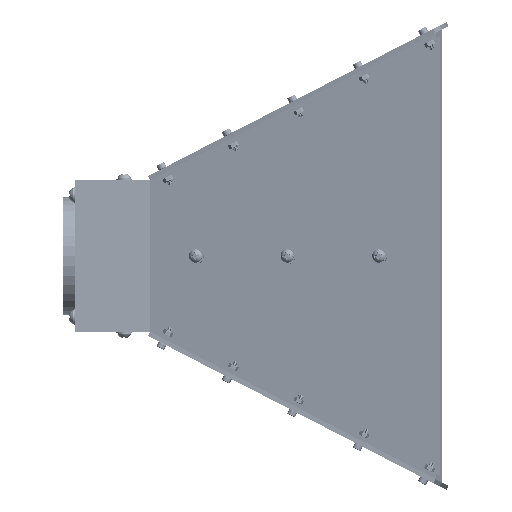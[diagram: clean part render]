
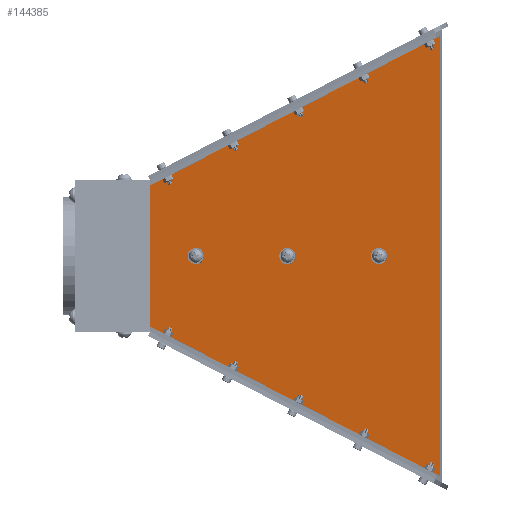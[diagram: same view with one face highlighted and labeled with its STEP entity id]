
A CAD part, front view. The second image highlights one B-rep face of the part: STEP entity #144385.
In plain terms, the highlighted planar face has unit normal (-0.214, -0.977, 0).
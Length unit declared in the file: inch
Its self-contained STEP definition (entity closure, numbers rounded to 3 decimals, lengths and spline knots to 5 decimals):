
#3709 = EDGE_LOOP ( 'NONE', ( #138801, #107339, #93753, #49425 ) ) ;
#8128 = EDGE_CURVE ( 'NONE', #140692, #142268, #137623, .T. ) ;
#10528 = CARTESIAN_POINT ( 'NONE',  ( 2.82686, -1.83041, 0. ) ) ;
#16209 = AXIS2_PLACEMENT_3D ( 'NONE', #156526, #159606, #92829 ) ;
#18322 = DIRECTION ( 'NONE',  ( 0., 0., -1. ) ) ;
#18606 = CARTESIAN_POINT ( 'NONE',  ( 1.85, -1.61654, -1.50163 ) ) ;
#19478 = DIRECTION ( 'NONE',  ( -0.214, -0.977, 0. ) ) ;
#20162 = AXIS2_PLACEMENT_3D ( 'NONE', #70367, #157206, #33137 ) ;
#20529 = ORIENTED_EDGE ( 'NONE', *, *, #121681, .F. ) ;
#24497 = EDGE_CURVE ( 'NONE', #41066, #125676, #45877, .T. ) ;
#28146 = EDGE_CURVE ( 'NONE', #80945, #66017, #146419, .T. ) ;
#29984 = VERTEX_POINT ( 'NONE', #140543 ) ;
#31821 = VERTEX_POINT ( 'NONE', #92955 ) ;
#33137 = DIRECTION ( 'NONE',  ( -0.954, 0.209, -0.214 ) ) ;
#34713 = EDGE_CURVE ( 'NONE', #41066, #80945, #53586, .T. ) ;
#34787 = EDGE_CURVE ( 'NONE', #142268, #140692, #112187, .T. ) ;
#36751 = EDGE_CURVE ( 'NONE', #147801, #31821, #75595, .T. ) ;
#37778 = CARTESIAN_POINT ( 'NONE',  ( 1.85, -1.61654, 10.48094 ) ) ;
#40906 = AXIS2_PLACEMENT_3D ( 'NONE', #10528, #98143, #71720 ) ;
#41066 = VERTEX_POINT ( 'NONE', #96240 ) ;
#43540 = CARTESIAN_POINT ( 'NONE',  ( 6.56923, -2.64973, -0.037 ) ) ;
#45877 = LINE ( 'NONE', #71493, #134441 ) ;
#46389 = CARTESIAN_POINT ( 'NONE',  ( 8.0401, -2.97175, 11.65 ) ) ;
#48959 = CARTESIAN_POINT ( 'NONE',  ( 4.78059, -2.25814, 0. ) ) ;
#49425 = ORIENTED_EDGE ( 'NONE', *, *, #28146, .F. ) ;
#50969 = FACE_BOUND ( 'NONE', #62806, .T. ) ;
#51654 = AXIS2_PLACEMENT_3D ( 'NONE', #37778, #151838, #89814 ) ;
#53586 = LINE ( 'NONE', #104029, #141218 ) ;
#54394 = DIRECTION ( 'NONE',  ( 0.872, -0.191, 0.45 ) ) ;
#57002 = AXIS2_PLACEMENT_3D ( 'NONE', #128389, #84901, #127569 ) ;
#58308 = CARTESIAN_POINT ( 'NONE',  ( 4.78059, -2.25814, 0. ) ) ;
#62806 = EDGE_LOOP ( 'NONE', ( #20529, #112486 ) ) ;
#63855 = VECTOR ( 'NONE', #18322, 39.37008 ) ;
#66017 = VERTEX_POINT ( 'NONE', #159437 ) ;
#68951 = CARTESIAN_POINT ( 'NONE',  ( 8.0401, -2.97175, 4.69767 ) ) ;
#69915 = EDGE_LOOP ( 'NONE', ( #115677, #156071 ) ) ;
#70367 = CARTESIAN_POINT ( 'NONE',  ( 6.73432, -2.68587, 0. ) ) ;
#71493 = CARTESIAN_POINT ( 'NONE',  ( 1.85, -1.61654, 10.48094 ) ) ;
#71720 = DIRECTION ( 'NONE',  ( -0.954, 0.209, -0.214 ) ) ;
#72782 = CARTESIAN_POINT ( 'NONE',  ( 2.66178, -1.79426, -0.037 ) ) ;
#75595 = CIRCLE ( 'NONE', #20162, 0.173 ) ;
#76008 = CARTESIAN_POINT ( 'NONE',  ( 4.94568, -2.29428, 0.037 ) ) ;
#80945 = VERTEX_POINT ( 'NONE', #68951 ) ;
#84901 = DIRECTION ( 'NONE',  ( -0.214, -0.977, 0. ) ) ;
#86306 = LINE ( 'NONE', #98722, #104057 ) ;
#89814 = DIRECTION ( 'NONE',  ( -0.977, 0.214, 0. ) ) ;
#92829 = DIRECTION ( 'NONE',  ( -0.954, 0.209, -0.214 ) ) ;
#92955 = CARTESIAN_POINT ( 'NONE',  ( 6.8994, -2.72201, 0.037 ) ) ;
#93753 = ORIENTED_EDGE ( 'NONE', *, *, #105151, .T. ) ;
#96240 = CARTESIAN_POINT ( 'NONE',  ( 1.85, -1.61654, 1.50163 ) ) ;
#98143 = DIRECTION ( 'NONE',  ( -0.214, -0.977, 0. ) ) ;
#98722 = CARTESIAN_POINT ( 'NONE',  ( 5.3769, -2.38869, -3.32262 ) ) ;
#100596 = FACE_OUTER_BOUND ( 'NONE', #3709, .T. ) ;
#103218 = AXIS2_PLACEMENT_3D ( 'NONE', #58308, #19478, #145126 ) ;
#104029 = CARTESIAN_POINT ( 'NONE',  ( 5.3769, -2.38869, 3.32262 ) ) ;
#104057 = VECTOR ( 'NONE', #151571, 39.37008 ) ;
#105151 = EDGE_CURVE ( 'NONE', #125676, #66017, #86306, .T. ) ;
#106701 = CARTESIAN_POINT ( 'NONE',  ( 2.99195, -1.86655, 0.037 ) ) ;
#107339 = ORIENTED_EDGE ( 'NONE', *, *, #24497, .T. ) ;
#110102 = AXIS2_PLACEMENT_3D ( 'NONE', #48959, #110977, #161435 ) ;
#110977 = DIRECTION ( 'NONE',  ( -0.214, -0.977, 0. ) ) ;
#112187 = CIRCLE ( 'NONE', #40906, 0.173 ) ;
#112486 = ORIENTED_EDGE ( 'NONE', *, *, #36751, .F. ) ;
#113081 = EDGE_CURVE ( 'NONE', #29984, #145772, #140161, .T. ) ;
#115677 = ORIENTED_EDGE ( 'NONE', *, *, #8128, .F. ) ;
#117991 = CIRCLE ( 'NONE', #110102, 0.173 ) ;
#121681 = EDGE_CURVE ( 'NONE', #31821, #147801, #144079, .T. ) ;
#124011 = EDGE_LOOP ( 'NONE', ( #149366, #142487 ) ) ;
#125676 = VERTEX_POINT ( 'NONE', #18606 ) ;
#127569 = DIRECTION ( 'NONE',  ( -0.954, 0.209, -0.214 ) ) ;
#128389 = CARTESIAN_POINT ( 'NONE',  ( 6.73432, -2.68587, 0. ) ) ;
#134441 = VECTOR ( 'NONE', #148347, 39.37008 ) ;
#137623 = CIRCLE ( 'NONE', #16209, 0.173 ) ;
#137790 = FACE_BOUND ( 'NONE', #69915, .T. ) ;
#138801 = ORIENTED_EDGE ( 'NONE', *, *, #34713, .F. ) ;
#139423 = FACE_BOUND ( 'NONE', #124011, .T. ) ;
#140161 = CIRCLE ( 'NONE', #103218, 0.173 ) ;
#140543 = CARTESIAN_POINT ( 'NONE',  ( 4.6155, -2.222, -0.037 ) ) ;
#140692 = VERTEX_POINT ( 'NONE', #106701 ) ;
#141218 = VECTOR ( 'NONE', #54394, 39.37008 ) ;
#142268 = VERTEX_POINT ( 'NONE', #72782 ) ;
#142487 = ORIENTED_EDGE ( 'NONE', *, *, #113081, .F. ) ;
#144079 = CIRCLE ( 'NONE', #57002, 0.173 ) ;
#144385 = ADVANCED_FACE ( 'NONE', ( #100596, #139423, #50969, #137790 ), #151019, .T. ) ;
#145126 = DIRECTION ( 'NONE',  ( -0.954, 0.209, -0.214 ) ) ;
#145349 = EDGE_CURVE ( 'NONE', #145772, #29984, #117991, .T. ) ;
#145772 = VERTEX_POINT ( 'NONE', #76008 ) ;
#146419 = LINE ( 'NONE', #46389, #63855 ) ;
#147801 = VERTEX_POINT ( 'NONE', #43540 ) ;
#148347 = DIRECTION ( 'NONE',  ( 0., 0., -1. ) ) ;
#149366 = ORIENTED_EDGE ( 'NONE', *, *, #145349, .F. ) ;
#151019 = PLANE ( 'NONE',  #51654 ) ;
#151571 = DIRECTION ( 'NONE',  ( 0.872, -0.191, -0.45 ) ) ;
#151838 = DIRECTION ( 'NONE',  ( -0.214, -0.977, 0. ) ) ;
#156071 = ORIENTED_EDGE ( 'NONE', *, *, #34787, .F. ) ;
#156526 = CARTESIAN_POINT ( 'NONE',  ( 2.82686, -1.83041, 0. ) ) ;
#157206 = DIRECTION ( 'NONE',  ( -0.214, -0.977, 0. ) ) ;
#159437 = CARTESIAN_POINT ( 'NONE',  ( 8.0401, -2.97175, -4.69767 ) ) ;
#159606 = DIRECTION ( 'NONE',  ( -0.214, -0.977, 0. ) ) ;
#161435 = DIRECTION ( 'NONE',  ( -0.954, 0.209, -0.214 ) ) ;
